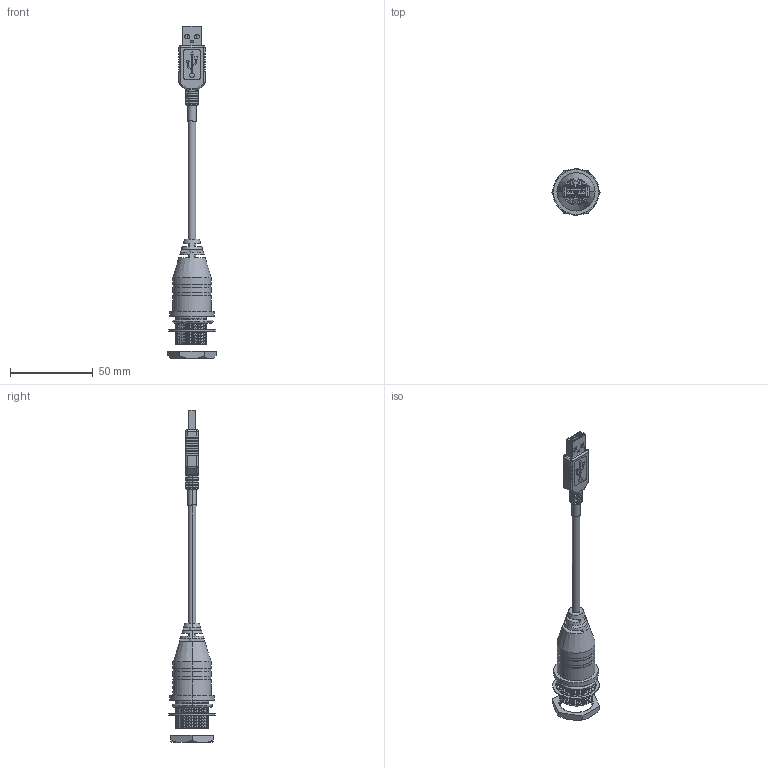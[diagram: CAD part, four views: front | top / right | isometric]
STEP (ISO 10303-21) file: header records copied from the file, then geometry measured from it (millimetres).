
FILE_DESCRIPTION (( 'STEP AP214' ), '1' );
FILE_NAME ('WPUSBAXSH.STEP', '2018-03-27T15:36:08', ( '' ), ( '' ), 'SwSTEP 2.0', 'SolidWorks 2017', '' );
FILE_SCHEMA (( 'AUTOMOTIVE_DESIGN' ));
Length unit declared in the file: millimetre
Products named in the file (20): 1AJ09-139; 1AA05-003-MA5; 1AJ09-138; MTN-151_New LOGO with cable; MTN-975; 1BC01-101; 1AJ03-032-MA1___; 1AA05-003-MA3; 1AJ09-137; 1AA05-003_CRIMPED; WPUSBAXSH; 1AA05-003-MA2_CRIMPED; 1AA05-003-MA4; 1AA05-112; 1AJ03-033; 1AJ03-032; 1AA05-003-MA1; 1AJ03-032-MA2___; MTN-151_WITH CABLE
Assembly tree (40 placements, depth 4):
  WPUSBAXSH
    MTN-975
      MTN-975
      1AJ09-137
      1BC01-101
      1AA05-112
      1AJ09-139
    1AJ03-033
    1AJ03-032
      1AJ03-032-MA1___
      1AJ03-032-MA2___  x19
    1AJ09-138
    MTN-151_New LOGO with cable
      MTN-151_WITH CABLE
      1AA05-003_CRIMPED
        1AA05-003-MA1
        1AA05-003-MA2_CRIMPED
        1AA05-003-MA3
        1AA05-003-MA4  x4
        1AA05-003-MA5
Bounding box: 29.33 x 27.91 x 200.25 mm (x, y, z)
Volume: 28256.3 mm3; surface area: 23475.5 mm2
Topology: 37 solids, 38 shells, 1943 faces, 4984 edges, 3197 vertices
Faces by surface type: plane 1050, cylinder 499, bspline 341, cone 25, sphere 22, torus 6
Entity records: 102693 total; most frequent: CARTESIAN_POINT 61013, ORIENTED_EDGE 9012, DIRECTION 7543, EDGE_CURVE 4506, VERTEX_POINT 2921, VECTOR 2817, LINE 2817, AXIS2_PLACEMENT_3D 2363
